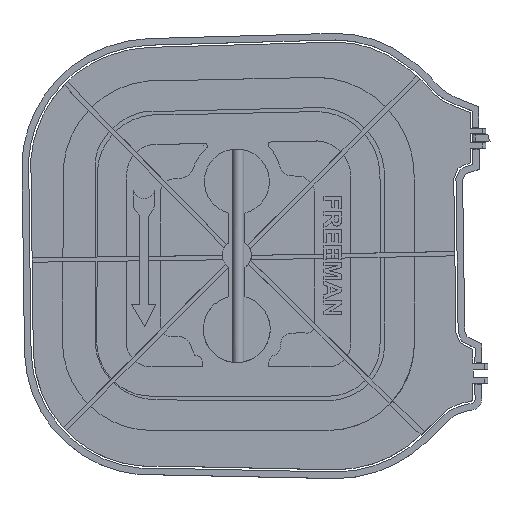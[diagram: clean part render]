
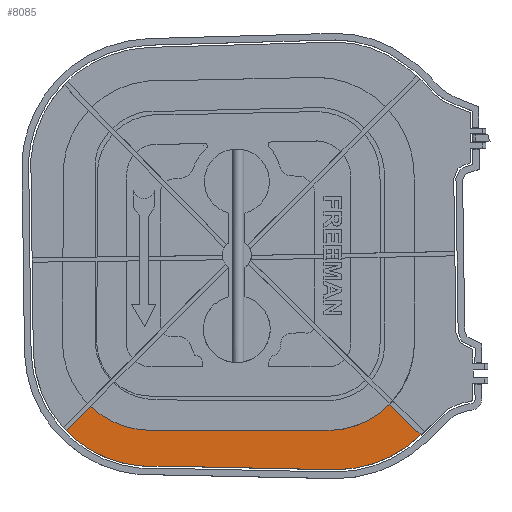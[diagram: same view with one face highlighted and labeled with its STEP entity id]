
A CAD part, top view. The second image highlights one B-rep face of the part: STEP entity #8085.
In plain terms, the highlighted planar face has unit normal (0, 0, 1).
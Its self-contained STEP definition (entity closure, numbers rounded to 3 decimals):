
#334=FACE_OUTER_BOUND('',#769,.T.);
#769=EDGE_LOOP('',(#6041,#6042,#6043,#6044,#6045,#6046,#6047,#6048,#6049));
#1173=LINE('',#11532,#2123);
#1437=LINE('',#12187,#2387);
#1473=LINE('',#12283,#2423);
#1474=LINE('',#12287,#2424);
#1475=LINE('',#12288,#2425);
#2123=VECTOR('',#9257,10.);
#2387=VECTOR('',#9841,10.);
#2423=VECTOR('',#9927,10.);
#2424=VECTOR('',#9930,10.);
#2425=VECTOR('',#9931,10.);
#3007=CIRCLE('',#8462,10.643);
#3009=CIRCLE('',#8466,11.197);
#3089=CIRCLE('',#8649,7.828);
#3090=CIRCLE('',#8650,8.04);
#3304=VERTEX_POINT('',#11521);
#3305=VERTEX_POINT('',#11523);
#3307=VERTEX_POINT('',#11530);
#3309=VERTEX_POINT('',#11536);
#3537=VERTEX_POINT('',#12184);
#3572=VERTEX_POINT('',#12280);
#3573=VERTEX_POINT('',#12282);
#3574=VERTEX_POINT('',#12284);
#3575=VERTEX_POINT('',#12286);
#4131=EDGE_CURVE('',#3304,#3305,#3007,.T.);
#4136=EDGE_CURVE('',#3307,#3304,#1173,.T.);
#4139=EDGE_CURVE('',#3309,#3307,#3009,.T.);
#4469=EDGE_CURVE('',#3309,#3537,#1437,.T.);
#4516=EDGE_CURVE('',#3572,#3537,#3089,.T.);
#4517=EDGE_CURVE('',#3573,#3572,#1473,.T.);
#4518=EDGE_CURVE('',#3574,#3573,#3090,.T.);
#4519=EDGE_CURVE('',#3574,#3575,#1474,.T.);
#4520=EDGE_CURVE('',#3575,#3305,#1475,.T.);
#6041=ORIENTED_EDGE('',*,*,#4469,.T.);
#6042=ORIENTED_EDGE('',*,*,#4516,.F.);
#6043=ORIENTED_EDGE('',*,*,#4517,.F.);
#6044=ORIENTED_EDGE('',*,*,#4518,.F.);
#6045=ORIENTED_EDGE('',*,*,#4519,.T.);
#6046=ORIENTED_EDGE('',*,*,#4520,.T.);
#6047=ORIENTED_EDGE('',*,*,#4131,.F.);
#6048=ORIENTED_EDGE('',*,*,#4136,.F.);
#6049=ORIENTED_EDGE('',*,*,#4139,.F.);
#7749=PLANE('',#8648);
#8085=ADVANCED_FACE('',(#334),#7749,.T.);
#8462=AXIS2_PLACEMENT_3D('',#11524,#9248,#9249);
#8466=AXIS2_PLACEMENT_3D('',#11538,#9262,#9263);
#8648=AXIS2_PLACEMENT_3D('',#12279,#9923,#9924);
#8649=AXIS2_PLACEMENT_3D('',#12281,#9925,#9926);
#8650=AXIS2_PLACEMENT_3D('',#12285,#9928,#9929);
#9248=DIRECTION('center_axis',(0.,0.,-1.));
#9249=DIRECTION('ref_axis',(-0.999,-0.04,0.));
#9257=DIRECTION('',(-1.,0.021,0.));
#9262=DIRECTION('center_axis',(0.,0.,-1.));
#9263=DIRECTION('ref_axis',(0.011,-1.,0.));
#9841=DIRECTION('',(-0.711,0.703,0.));
#9923=DIRECTION('center_axis',(0.,0.,1.));
#9924=DIRECTION('ref_axis',(-1.,0.,0.));
#9925=DIRECTION('center_axis',(0.,0.,1.));
#9926=DIRECTION('ref_axis',(0.023,-1.,0.));
#9927=DIRECTION('',(1.,0.,0.));
#9928=DIRECTION('center_axis',(0.,0.,1.));
#9929=DIRECTION('ref_axis',(-1.,-0.017,0.));
#9930=DIRECTION('',(-0.706,-0.709,0.));
#9931=DIRECTION('',(-0.709,0.706,0.));
#11521=CARTESIAN_POINT('',(-8.409,-19.093,5.));
#11523=CARTESIAN_POINT('',(-17.101,-15.58,5.));
#11524=CARTESIAN_POINT('Origin',(-9.175,-8.477,5.));
#11530=CARTESIAN_POINT('',(7.665,-19.431,5.));
#11532=CARTESIAN_POINT('',(-4.408,-19.177,5.));
#11536=CARTESIAN_POINT('',(15.33,-16.276,5.));
#11538=CARTESIAN_POINT('Origin',(7.539,-8.235,5.));
#12184=CARTESIAN_POINT('',(12.515,-13.489,5.));
#12187=CARTESIAN_POINT('',(7.402,-8.429,5.));
#12279=CARTESIAN_POINT('Origin',(-0.002,-0.053,
5.));
#12280=CARTESIAN_POINT('',(7.082,-15.861,5.));
#12281=CARTESIAN_POINT('Origin',(6.9,-8.036,5.));
#12282=CARTESIAN_POINT('',(-8.978,-15.861,5.));
#12283=CARTESIAN_POINT('',(3.54,-15.861,5.));
#12284=CARTESIAN_POINT('',(-14.638,-13.673,5.));
#12285=CARTESIAN_POINT('Origin',(-9.123,-7.822,5.));
#12286=CARTESIAN_POINT('',(-16.818,-15.862,5.));
#12287=CARTESIAN_POINT('',(-1.343,-0.323,5.));
#12288=CARTESIAN_POINT('',(-16.549,-16.13,5.));
